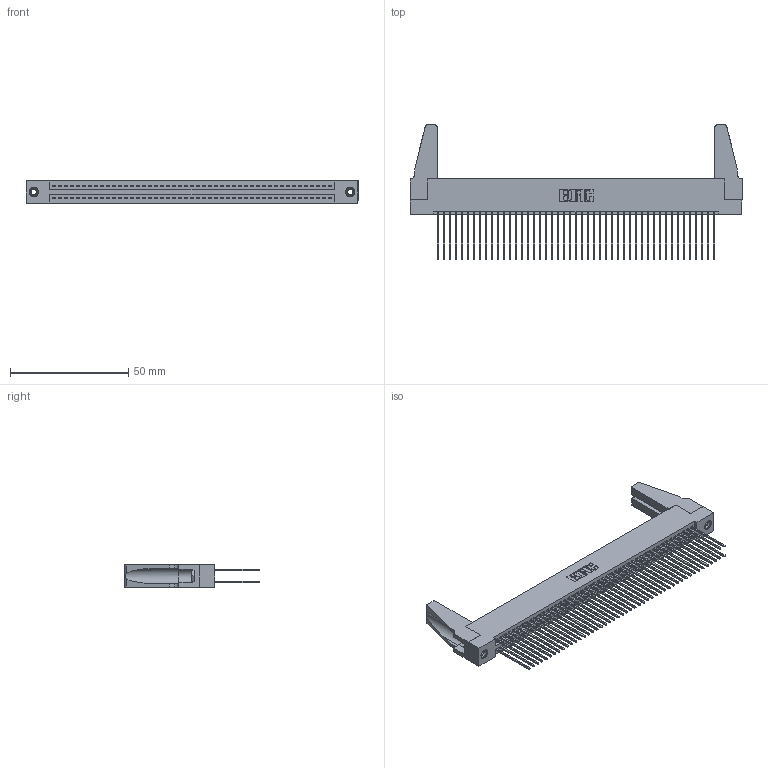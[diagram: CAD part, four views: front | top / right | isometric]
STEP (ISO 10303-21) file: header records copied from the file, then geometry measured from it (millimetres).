
FILE_DESCRIPTION (( 'STEP AP203' ), '1' );
FILE_NAME ('395-094-541-288.STEP', '2019-10-25T22:04:42', ( '' ), ( '' ), 'SwSTEP 2.0', 'SolidWorks 2016', '' );
FILE_SCHEMA (( 'CONFIG_CONTROL_DESIGN' ));
Length unit declared in the file: inch
Products named in the file (5): 345-250-001_345-250-001-102; 345-220-078_345-220-088; 395-094-541-288; 345 Part_Flush Mounting Lugs - 0.156 Dia-TH; 345-292-001_345-293-141
Assembly tree (99 placements, depth 2):
  395-094-541-288
    345 Part_Flush Mounting Lugs - 0.156 Dia-TH
    345-292-001_345-293-141  x94
    345-250-001_345-250-001-102  x2
    345-220-078_345-220-088  x2
Bounding box: 140.61 x 56.82 x 9.4 mm (x, y, z)
Volume: 17497.6 mm3; surface area: 26810.8 mm2
Topology: 99 solids, 99 shells, 4950 faces, 14661 edges, 9638 vertices
Faces by surface type: plane 3254, cylinder 1680, cone 12, torus 4
Entity records: 38370 total; most frequent: CARTESIAN_POINT 6422, ORIENTED_EDGE 6316, DIRECTION 5662, EDGE_CURVE 3158, LINE 2796, VECTOR 2796, VERTEX_POINT 2098, AXIS2_PLACEMENT_3D 1433
